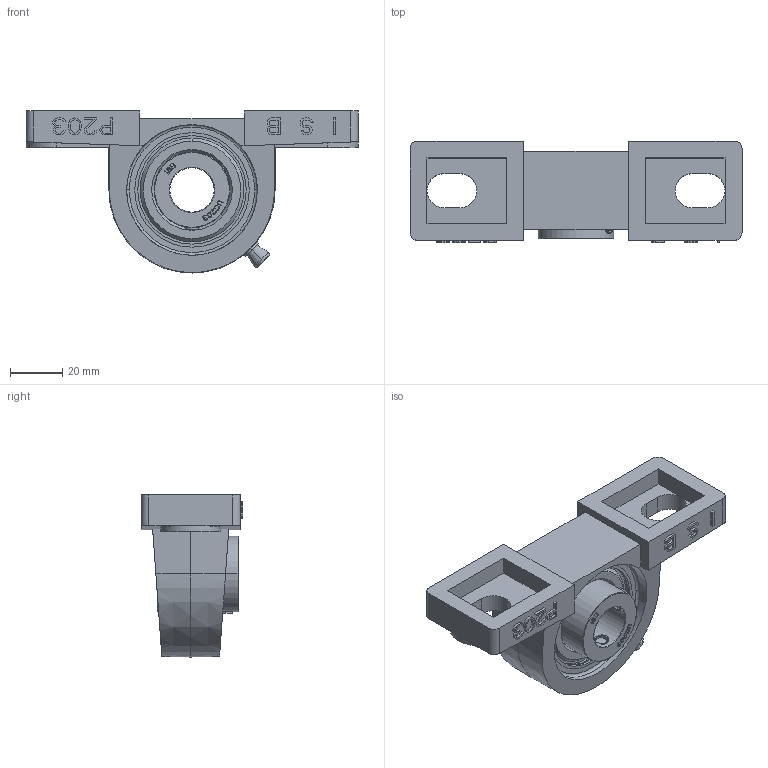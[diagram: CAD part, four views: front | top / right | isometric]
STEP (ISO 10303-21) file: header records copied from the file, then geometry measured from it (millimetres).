
FILE_DESCRIPTION((''),'2;1');
FILE_NAME('UCP203_ASM','2018-04-18T09:57:47',('giuseppe.caruso'),(''),'CREO PARAMETRIC BY PTC INC, 2016390','CREO PARAMETRIC BY PTC INC, 2016390','');
FILE_SCHEMA(('CONFIG_CONTROL_DESIGN'));
Length unit declared in the file: millimetre
Products named in the file (9): P203; UC203_AI; UC203_AE; UC203_BALL; UC203_CAGE; UC203_SEAL; GRANOM6X1; UC203_ASM; UCP203_ASM
Assembly tree (17 placements, depth 3):
  UCP203_ASM
    P203
    UC203_ASM
      UC203_AI
      UC203_AE
      UC203_BALL  x8
      UC203_CAGE
      UC203_SEAL  x2
      GRANOM6X1  x2
Bounding box: 127 x 39 x 62 mm (x, y, z)
Volume: 85405.2 mm3; surface area: 42918.5 mm2
Topology: 31 solids, 34 shells, 887 faces, 2389 edges, 1556 vertices
Faces by surface type: plane 677, cylinder 96, cone 46, bspline 32, sphere 20, torus 16
Entity records: 25736 total; most frequent: CARTESIAN_POINT 5094, ORIENTED_EDGE 4340, DIRECTION 4034, EDGE_CURVE 2179, VECTOR 1890, LINE 1890, VERTEX_POINT 1440, AXIS2_PLACEMENT_3D 1072
